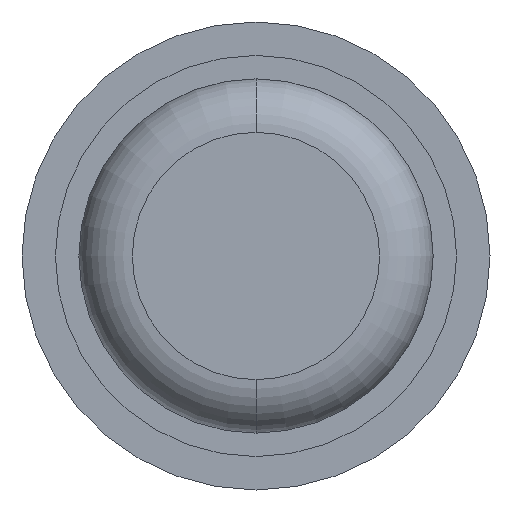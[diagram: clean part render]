
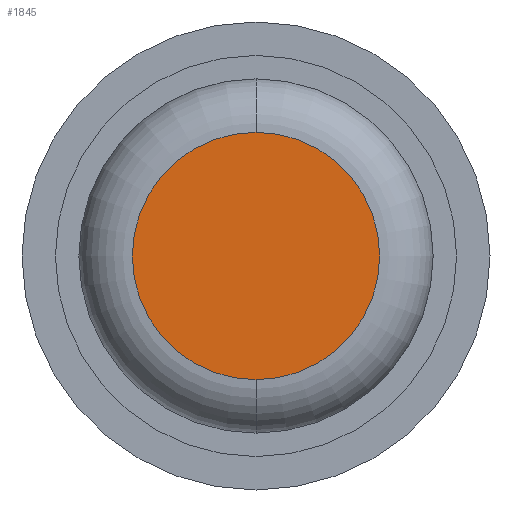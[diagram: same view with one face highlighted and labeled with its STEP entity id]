
A CAD part, front view. The second image highlights one B-rep face of the part: STEP entity #1845.
In plain terms, the highlighted planar face has unit normal (0, -1, 0).
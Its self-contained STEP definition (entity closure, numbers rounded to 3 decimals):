
#4 = CARTESIAN_POINT ( 'NONE',  ( 0., -10., 0.925 ) ) ;
#78 = EDGE_LOOP ( 'NONE', ( #2066, #499 ) ) ;
#322 = DIRECTION ( 'NONE',  ( 0., 0., -1. ) ) ;
#374 = CIRCLE ( 'NONE', #3489, 0.925 ) ;
#499 = ORIENTED_EDGE ( 'NONE', *, *, #3224, .T. ) ;
#510 = VERTEX_POINT ( 'NONE', #1821 ) ;
#526 = AXIS2_PLACEMENT_3D ( 'NONE', #3326, #2885, #3643 ) ;
#698 = CARTESIAN_POINT ( 'NONE',  ( 0., -10., 0. ) ) ;
#895 = FACE_OUTER_BOUND ( 'NONE', #78, .T. ) ;
#1635 = AXIS2_PLACEMENT_3D ( 'NONE', #3853, #4971, #322 ) ;
#1821 = CARTESIAN_POINT ( 'NONE',  ( 0., -10., -0.925 ) ) ;
#1845 = ADVANCED_FACE ( 'Defeature ausgef�hrt1_39', ( #895 ), #3070, .T. ) ;
#2066 = ORIENTED_EDGE ( 'NONE', *, *, #3411, .T. ) ;
#2464 = CIRCLE ( 'NONE', #526, 0.925 ) ;
#2885 = DIRECTION ( 'NONE',  ( 0., -1., 0. ) ) ;
#3070 = PLANE ( 'NONE',  #1635 ) ;
#3130 = DIRECTION ( 'NONE',  ( 0., 0., -1. ) ) ;
#3224 = EDGE_CURVE ( 'Defeature ausgef�hrt1_39+Defeature ausgef�hrt1_47+Defeature ausgef�hrt1_47+Defeature ausgef�hrt1_47', #4661, #510, #2464, .T. ) ;
#3326 = CARTESIAN_POINT ( 'NONE',  ( 0., -10., 0. ) ) ;
#3411 = EDGE_CURVE ( 'Defeature ausgef�hrt1_39+Defeature ausgef�hrt1_47+Defeature ausgef�hrt1_47+Defeature ausgef�hrt1_47', #510, #4661, #374, .T. ) ;
#3489 = AXIS2_PLACEMENT_3D ( 'NONE', #698, #3498, #3130 ) ;
#3498 = DIRECTION ( 'NONE',  ( 0., -1., 0. ) ) ;
#3643 = DIRECTION ( 'NONE',  ( 0., 0., -1. ) ) ;
#3853 = CARTESIAN_POINT ( 'NONE',  ( -1.325, -10., 0. ) ) ;
#4661 = VERTEX_POINT ( 'NONE', #4 ) ;
#4971 = DIRECTION ( 'NONE',  ( 0., -1., 0. ) ) ;
